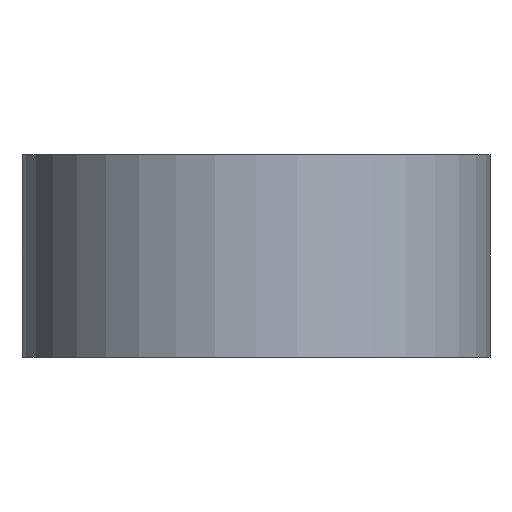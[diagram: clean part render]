
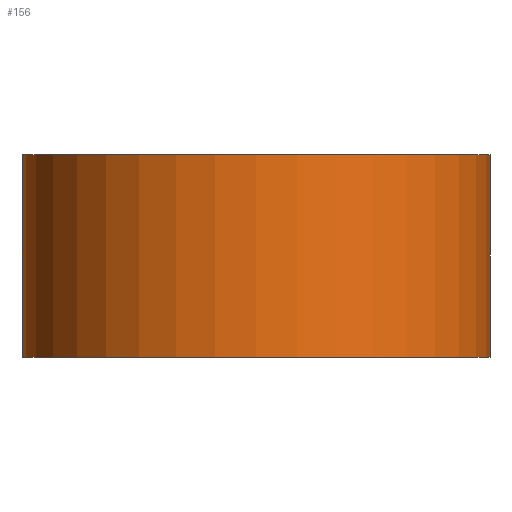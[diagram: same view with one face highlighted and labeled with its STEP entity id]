
A CAD part, front view. The second image highlights one B-rep face of the part: STEP entity #156.
In plain terms, the highlighted cylindrical face has radius 15 mm (diameter 30 mm), a partial arc.
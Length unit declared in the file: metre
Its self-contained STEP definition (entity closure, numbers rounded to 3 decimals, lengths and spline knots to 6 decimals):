
#12=CIRCLE('',#179,0.015);
#13=CIRCLE('',#180,0.015);
#20=CYLINDRICAL_SURFACE('',#178,0.015);
#28=ORIENTED_EDGE('',*,*,#68,.T.);
#29=ORIENTED_EDGE('',*,*,#69,.F.);
#30=ORIENTED_EDGE('',*,*,#70,.F.);
#31=ORIENTED_EDGE('',*,*,#65,.T.);
#65=EDGE_CURVE('',#86,#84,#99,.T.);
#68=EDGE_CURVE('',#84,#88,#12,.T.);
#69=EDGE_CURVE('',#89,#88,#102,.T.);
#70=EDGE_CURVE('',#86,#89,#13,.T.);
#84=VERTEX_POINT('',#245);
#86=VERTEX_POINT('',#248);
#88=VERTEX_POINT('',#254);
#89=VERTEX_POINT('',#256);
#99=LINE('',#247,#111);
#102=LINE('',#255,#114);
#111=VECTOR('',#199,1.);
#114=VECTOR('',#206,1.);
#123=EDGE_LOOP('',(#28,#29,#30,#31));
#137=FACE_BOUND('',#123,.T.);
#156=ADVANCED_FACE('',(#137),#20,.T.);
#178=AXIS2_PLACEMENT_3D('',#252,#202,#203);
#179=AXIS2_PLACEMENT_3D('',#253,#204,#205);
#180=AXIS2_PLACEMENT_3D('',#257,#207,#208);
#199=DIRECTION('',(0.,0.,-1.));
#202=DIRECTION('',(0.,0.,-1.));
#203=DIRECTION('',(-1.,0.,0.));
#204=DIRECTION('',(0.,0.,1.));
#205=DIRECTION('',(1.,0.,0.));
#206=DIRECTION('',(0.,0.,-1.));
#207=DIRECTION('',(0.,0.,1.));
#208=DIRECTION('',(1.,0.,0.));
#245=CARTESIAN_POINT('',(-0.015,0.,0.));
#247=CARTESIAN_POINT('',(-0.015,0.,0.013));
#248=CARTESIAN_POINT('',(-0.015,0.,0.013));
#252=CARTESIAN_POINT('',(0.,0.,0.013));
#253=CARTESIAN_POINT('',(0.,0.,0.));
#254=CARTESIAN_POINT('',(0.015,0.,0.));
#255=CARTESIAN_POINT('',(0.015,0.,0.013));
#256=CARTESIAN_POINT('',(0.015,0.,0.013));
#257=CARTESIAN_POINT('',(0.,0.,0.013));
